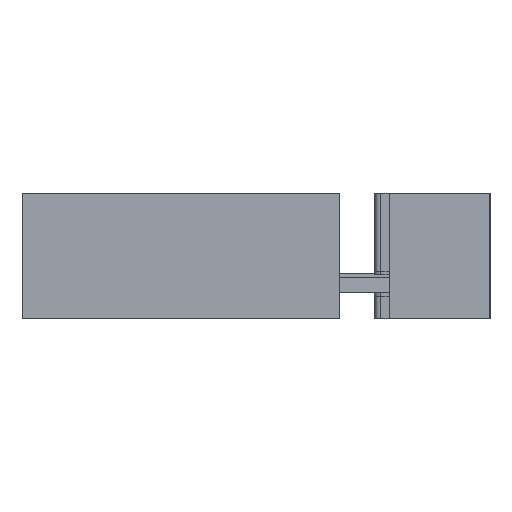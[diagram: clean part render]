
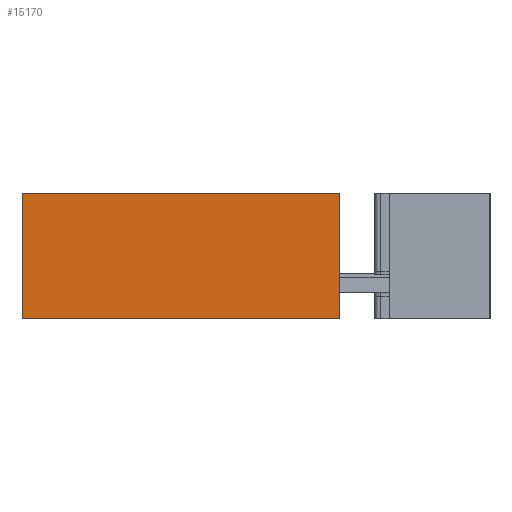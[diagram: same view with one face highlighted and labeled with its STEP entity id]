
A CAD part, left-side view. The second image highlights one B-rep face of the part: STEP entity #15170.
In plain terms, the highlighted planar face has unit normal (-1, 0, 0).
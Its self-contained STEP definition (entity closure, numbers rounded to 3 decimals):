
#14192=CARTESIAN_POINT('',(-20.354,-4.276,1.932));
#14193=VERTEX_POINT('',#14192);
#14200=CARTESIAN_POINT('',(-20.354,-4.276,-0.568));
#14201=VERTEX_POINT('',#14200);
#14202=CARTESIAN_POINT('',(-20.354,-4.276,-0.568));
#14203=DIRECTION('',(0.,0.,1.));
#14204=VECTOR('',#14203,2.5);
#14205=LINE('',#14202,#14204);
#14206=EDGE_CURVE('',#14201,#14193,#14205,.T.);
#15129=CARTESIAN_POINT('',(-20.354,2.024,1.932));
#15130=VERTEX_POINT('',#15129);
#15137=CARTESIAN_POINT('',(-20.354,2.024,1.932));
#15138=DIRECTION('',(0.,-1.,0.));
#15139=VECTOR('',#15138,6.3);
#15140=LINE('',#15137,#15139);
#15141=EDGE_CURVE('',#15130,#14193,#15140,.T.);
#15147=CARTESIAN_POINT('',(-20.354,2.024,1.932));
#15148=DIRECTION('',(0.,0.,-1.));
#15149=DIRECTION('',(-1.,-0.,-0.));
#15150=AXIS2_PLACEMENT_3D('',#15147,#15149,#15148);
#15151=PLANE('',#15150);
#15152=CARTESIAN_POINT('',(-20.354,2.024,-0.568));
#15153=VERTEX_POINT('',#15152);
#15154=CARTESIAN_POINT('',(-20.354,2.024,-0.568));
#15155=DIRECTION('',(0.,-1.,0.));
#15156=VECTOR('',#15155,6.3);
#15157=LINE('',#15154,#15156);
#15158=EDGE_CURVE('',#15153,#14201,#15157,.T.);
#15159=ORIENTED_EDGE('',*,*,#15158,.T.);
#15160=ORIENTED_EDGE('',*,*,#14206,.T.);
#15161=ORIENTED_EDGE('',*,*,#15141,.F.);
#15162=CARTESIAN_POINT('',(-20.354,2.024,1.932));
#15163=DIRECTION('',(0.,0.,-1.));
#15164=VECTOR('',#15163,2.5);
#15165=LINE('',#15162,#15164);
#15166=EDGE_CURVE('',#15130,#15153,#15165,.T.);
#15167=ORIENTED_EDGE('',*,*,#15166,.T.);
#15168=EDGE_LOOP('',(#15159,#15160,#15161,#15167));
#15169=FACE_OUTER_BOUND('',#15168,.T.);
#15170=ADVANCED_FACE('',(#15169),#15151,.T.);
